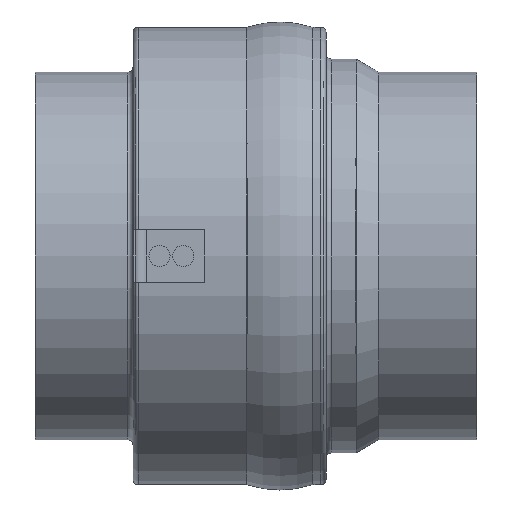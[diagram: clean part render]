
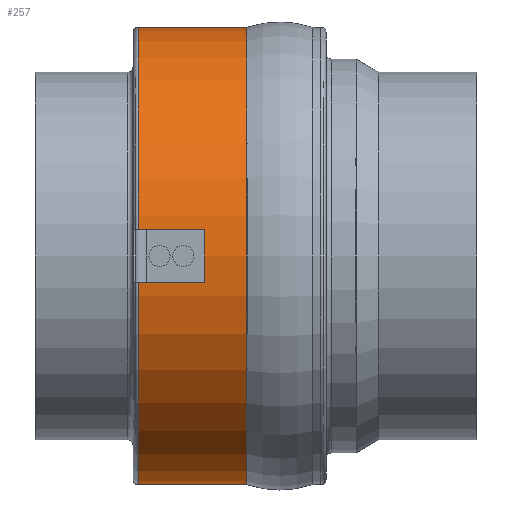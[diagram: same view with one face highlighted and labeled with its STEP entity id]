
A CAD part, left-side view. The second image highlights one B-rep face of the part: STEP entity #257.
In plain terms, the highlighted cylindrical face has radius 86.5 mm (diameter 173 mm), a partial arc.
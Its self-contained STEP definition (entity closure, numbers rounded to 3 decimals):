
#77 = VERTEX_POINT ( 'NONE', #909 ) ;
#84 = EDGE_CURVE ( 'NONE', #2053, #365, #897, .T. ) ;
#87 = EDGE_CURVE ( 'NONE', #77, #363, #893, .T. ) ;
#257 = ADVANCED_FACE ( 'NONE', ( #1205 ), #1204, .T. ) ;
#258 = EDGE_LOOP ( 'NONE', ( #259, #260, #262, #314 ) ) ;
#259 = ORIENTED_EDGE ( 'NONE', *, *, #84, .F. ) ;
#260 = ORIENTED_EDGE ( 'NONE', *, *, #261, .T. ) ;
#261 = EDGE_CURVE ( 'NONE', #2053, #77, #1199, .T. ) ;
#262 = ORIENTED_EDGE ( 'NONE', *, *, #87, .T. ) ;
#314 = ORIENTED_EDGE ( 'NONE', *, *, #315, .T. ) ;
#315 = EDGE_CURVE ( 'NONE', #363, #365, #1319, .T. ) ;
#363 = VERTEX_POINT ( 'NONE', #1347 ) ;
#365 = VERTEX_POINT ( 'NONE', #1406 ) ;
#890 = DIRECTION ( 'NONE',  ( 0., 1., 0. ) ) ;
#891 = VECTOR ( 'NONE', #890, 1000. ) ;
#892 = CARTESIAN_POINT ( 'NONE',  ( 0., 0., 86.5 ) ) ;
#893 = LINE ( 'NONE', #892, #891 ) ;
#894 = DIRECTION ( 'NONE',  ( 0., 1., 0. ) ) ;
#895 = VECTOR ( 'NONE', #894, 1000. ) ;
#896 = CARTESIAN_POINT ( 'NONE',  ( 0., 0., -86.5 ) ) ;
#897 = LINE ( 'NONE', #896, #895 ) ;
#909 = CARTESIAN_POINT ( 'NONE',  ( 0., 87., 86.5 ) ) ;
#1195 = DIRECTION ( 'NONE',  ( 0., 0., 1. ) ) ;
#1196 = DIRECTION ( 'NONE',  ( 0., 1., 0. ) ) ;
#1197 = CARTESIAN_POINT ( 'NONE',  ( 0., 87., 0. ) ) ;
#1198 = AXIS2_PLACEMENT_3D ( 'NONE', #1197, #1196, #1195 ) ;
#1199 = CIRCLE ( 'NONE', #1198, 86.5 ) ;
#1200 = DIRECTION ( 'NONE',  ( 0., 0., 1. ) ) ;
#1201 = DIRECTION ( 'NONE',  ( 0., 1., 0. ) ) ;
#1202 = CARTESIAN_POINT ( 'NONE',  ( 0., 0., 0. ) ) ;
#1203 = AXIS2_PLACEMENT_3D ( 'NONE', #1202, #1201, #1200 ) ;
#1204 = CYLINDRICAL_SURFACE ( 'NONE', #1203, 86.5 ) ;
#1205 = FACE_OUTER_BOUND ( 'NONE', #258, .T. ) ;
#1315 = DIRECTION ( 'NONE',  ( 0., 0., 1. ) ) ;
#1316 = DIRECTION ( 'NONE',  ( 0., -1., 0. ) ) ;
#1317 = CARTESIAN_POINT ( 'NONE',  ( 0., 128., 0. ) ) ;
#1318 = AXIS2_PLACEMENT_3D ( 'NONE', #1317, #1316, #1315 ) ;
#1319 = CIRCLE ( 'NONE', #1318, 86.5 ) ;
#1347 = CARTESIAN_POINT ( 'NONE',  ( 0., 128., 86.5 ) ) ;
#1406 = CARTESIAN_POINT ( 'NONE',  ( 0., 128., -86.5 ) ) ;
#2015 = CARTESIAN_POINT ( 'NONE',  ( 0., 87., -86.5 ) ) ;
#2053 = VERTEX_POINT ( 'NONE', #2015 ) ;
